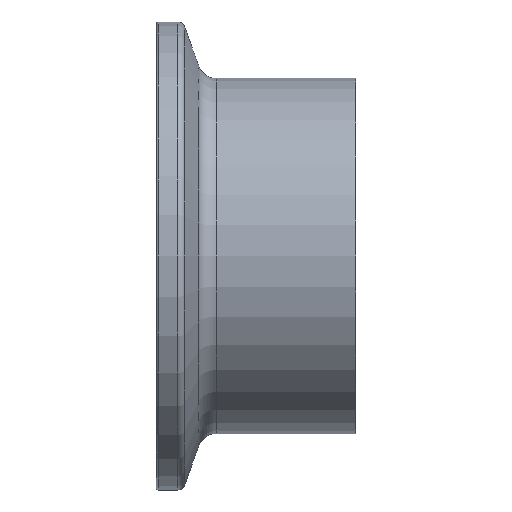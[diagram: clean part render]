
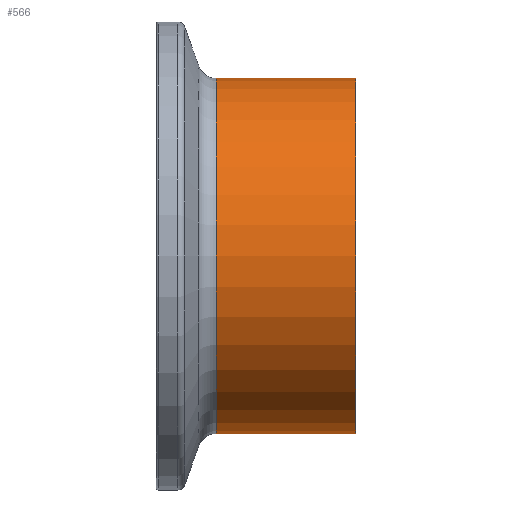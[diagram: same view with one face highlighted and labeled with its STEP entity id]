
A CAD part, front view. The second image highlights one B-rep face of the part: STEP entity #566.
In plain terms, the highlighted cylindrical face has radius 19.175 mm (diameter 38.35 mm), a partial arc.
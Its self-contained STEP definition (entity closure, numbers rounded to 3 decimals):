
#14 = CARTESIAN_POINT ( 'NONE',  ( 0., 0., 0. ) ) ;
#34 = EDGE_CURVE ( 'NONE', #418, #263, #335, .T. ) ;
#52 = CIRCLE ( 'NONE', #224, 19.175 ) ;
#70 = ORIENTED_EDGE ( 'NONE', *, *, #527, .F. ) ;
#72 = VECTOR ( 'NONE', #215, 1000. ) ;
#77 = DIRECTION ( 'NONE',  ( 0., 0., 1. ) ) ;
#89 = CARTESIAN_POINT ( 'NONE',  ( 21.5, 0., 19.175 ) ) ;
#117 = CARTESIAN_POINT ( 'NONE',  ( 0., 0., -19.175 ) ) ;
#129 = VERTEX_POINT ( 'NONE', #621 ) ;
#148 = CARTESIAN_POINT ( 'NONE',  ( 21.5, 0., -19.175 ) ) ;
#165 = CARTESIAN_POINT ( 'NONE',  ( 6.462, 0., 19.175 ) ) ;
#180 = EDGE_LOOP ( 'NONE', ( #70, #364, #571, #266 ) ) ;
#183 = DIRECTION ( 'NONE',  ( 0., 0., 1. ) ) ;
#198 = CARTESIAN_POINT ( 'NONE',  ( 6.462, 0., 0. ) ) ;
#215 = DIRECTION ( 'NONE',  ( -1., 0., 0. ) ) ;
#224 = AXIS2_PLACEMENT_3D ( 'NONE', #658, #595, #183 ) ;
#235 = AXIS2_PLACEMENT_3D ( 'NONE', #198, #428, #77 ) ;
#243 = DIRECTION ( 'NONE',  ( -1., 0., 0. ) ) ;
#263 = VERTEX_POINT ( 'NONE', #165 ) ;
#266 = ORIENTED_EDGE ( 'NONE', *, *, #415, .F. ) ;
#326 = LINE ( 'NONE', #117, #736 ) ;
#335 = LINE ( 'NONE', #745, #72 ) ;
#364 = ORIENTED_EDGE ( 'NONE', *, *, #638, .T. ) ;
#415 = EDGE_CURVE ( 'NONE', #129, #263, #481, .T. ) ;
#418 = VERTEX_POINT ( 'NONE', #89 ) ;
#428 = DIRECTION ( 'NONE',  ( -1., 0., 0. ) ) ;
#459 = FACE_OUTER_BOUND ( 'NONE', #180, .T. ) ;
#481 = CIRCLE ( 'NONE', #235, 19.175 ) ;
#527 = EDGE_CURVE ( 'NONE', #718, #129, #326, .T. ) ;
#528 = DIRECTION ( 'NONE',  ( 0., 0., 1. ) ) ;
#566 = ADVANCED_FACE ( 'NONE', ( #459 ), #650, .T. ) ;
#571 = ORIENTED_EDGE ( 'NONE', *, *, #34, .T. ) ;
#595 = DIRECTION ( 'NONE',  ( -1., 0., 0. ) ) ;
#620 = DIRECTION ( 'NONE',  ( -1., 0., 0. ) ) ;
#621 = CARTESIAN_POINT ( 'NONE',  ( 6.462, 0., -19.175 ) ) ;
#638 = EDGE_CURVE ( 'NONE', #718, #418, #52, .T. ) ;
#650 = CYLINDRICAL_SURFACE ( 'NONE', #725, 19.175 ) ;
#658 = CARTESIAN_POINT ( 'NONE',  ( 21.5, 0., 0. ) ) ;
#718 = VERTEX_POINT ( 'NONE', #148 ) ;
#725 = AXIS2_PLACEMENT_3D ( 'NONE', #14, #243, #528 ) ;
#736 = VECTOR ( 'NONE', #620, 1000. ) ;
#745 = CARTESIAN_POINT ( 'NONE',  ( 0., 0., 19.175 ) ) ;
